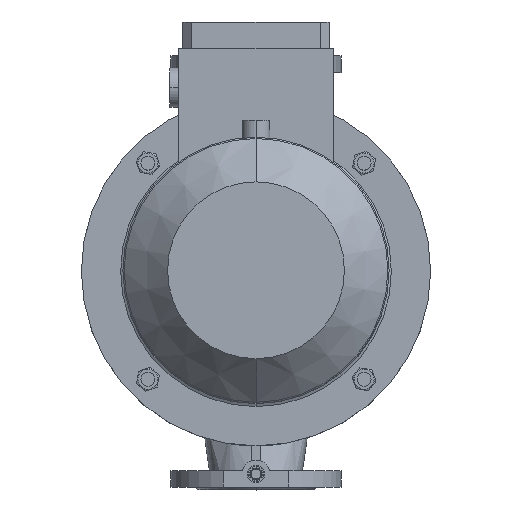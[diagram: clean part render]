
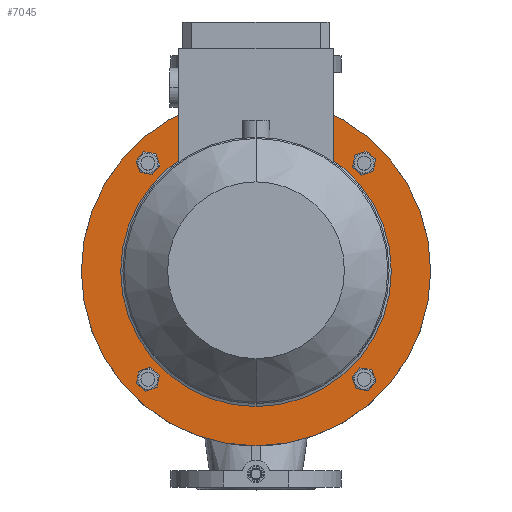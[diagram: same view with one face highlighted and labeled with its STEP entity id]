
A CAD part, top view. The second image highlights one B-rep face of the part: STEP entity #7045.
In plain terms, the highlighted planar face has unit normal (0, 0, 1).
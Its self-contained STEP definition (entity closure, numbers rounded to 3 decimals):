
#340 = CARTESIAN_POINT ( 'NONE',  ( 0., 0., 236. ) ) ;
#341 = DIRECTION ( 'NONE',  ( 0., -1., 0. ) ) ;
#406 = DIRECTION ( 'NONE',  ( 0., -1., 0. ) ) ;
#621 = VERTEX_POINT ( 'NONE', #21038 ) ;
#1193 = DIRECTION ( 'NONE',  ( 0., 0., -1. ) ) ;
#1265 = CIRCLE ( 'NONE', #5722, 11.4 ) ;
#1314 = CIRCLE ( 'NONE', #27577, 200. ) ;
#1556 = VERTEX_POINT ( 'NONE', #27511 ) ;
#2063 = FACE_OUTER_BOUND ( 'NONE', #16638, .T. ) ;
#2785 = DIRECTION ( 'NONE',  ( 0., 1., 0. ) ) ;
#2895 = DIRECTION ( 'NONE',  ( 0., 0., -1. ) ) ;
#2937 = EDGE_LOOP ( 'NONE', ( #13852, #17814 ) ) ;
#3094 = AXIS2_PLACEMENT_3D ( 'NONE', #8059, #27495, #2785 ) ;
#3259 = CARTESIAN_POINT ( 'NONE',  ( -123.744, 123.744, 236. ) ) ;
#3312 = ORIENTED_EDGE ( 'NONE', *, *, #28900, .F. ) ;
#4796 = EDGE_CURVE ( 'NONE', #32493, #6009, #12405, .T. ) ;
#4950 = VERTEX_POINT ( 'NONE', #25208 ) ;
#4980 = AXIS2_PLACEMENT_3D ( 'NONE', #17447, #25963, #17559 ) ;
#5161 = CARTESIAN_POINT ( 'NONE',  ( 121.764, 112.517, 236. ) ) ;
#5474 = DIRECTION ( 'NONE',  ( 0., 0., 1. ) ) ;
#5722 = AXIS2_PLACEMENT_3D ( 'NONE', #33168, #10713, #32791 ) ;
#5776 = CIRCLE ( 'NONE', #19332, 200. ) ;
#5909 = DIRECTION ( 'NONE',  ( 0., 0., 1. ) ) ;
#6009 = VERTEX_POINT ( 'NONE', #22834 ) ;
#6159 = EDGE_CURVE ( 'NONE', #9820, #4950, #22694, .T. ) ;
#6246 = CARTESIAN_POINT ( 'NONE',  ( 0., -155., 236. ) ) ;
#6592 = ORIENTED_EDGE ( 'NONE', *, *, #17991, .T. ) ;
#6797 = CARTESIAN_POINT ( 'NONE',  ( 0., 0., 236. ) ) ;
#7045 = ADVANCED_FACE ( 'NONE', ( #26081, #18770, #11494, #15325, #28226, #2063 ), #24813, .T. ) ;
#7147 = AXIS2_PLACEMENT_3D ( 'NONE', #340, #1193, #30440 ) ;
#7331 = ORIENTED_EDGE ( 'NONE', *, *, #6159, .F. ) ;
#7827 = CIRCLE ( 'NONE', #34834, 11.4 ) ;
#8050 = CARTESIAN_POINT ( 'NONE',  ( 112.517, -121.764, 236. ) ) ;
#8059 = CARTESIAN_POINT ( 'NONE',  ( 0., 0., 236. ) ) ;
#8281 = CARTESIAN_POINT ( 'NONE',  ( 0., 0., 236. ) ) ;
#9415 = CIRCLE ( 'NONE', #35074, 11.4 ) ;
#9445 = DIRECTION ( 'NONE',  ( 0., 0., -1. ) ) ;
#9560 = ORIENTED_EDGE ( 'NONE', *, *, #19259, .F. ) ;
#9697 = EDGE_CURVE ( 'NONE', #6009, #32493, #22030, .T. ) ;
#9780 = VERTEX_POINT ( 'NONE', #19511 ) ;
#9820 = VERTEX_POINT ( 'NONE', #8050 ) ;
#10170 = EDGE_CURVE ( 'NONE', #23515, #9780, #35303, .T. ) ;
#10376 = ORIENTED_EDGE ( 'NONE', *, *, #4796, .T. ) ;
#10713 = DIRECTION ( 'NONE',  ( 0., 0., -1. ) ) ;
#10985 = ORIENTED_EDGE ( 'NONE', *, *, #34559, .F. ) ;
#11376 = EDGE_LOOP ( 'NONE', ( #7331, #3312 ) ) ;
#11384 = DIRECTION ( 'NONE',  ( 0., 0., 1. ) ) ;
#11494 = FACE_BOUND ( 'NONE', #11376, .T. ) ;
#12341 = CARTESIAN_POINT ( 'NONE',  ( -123.744, 123.744, 236. ) ) ;
#12405 = CIRCLE ( 'NONE', #3094, 155. ) ;
#12604 = AXIS2_PLACEMENT_3D ( 'NONE', #35571, #5474, #341 ) ;
#13246 = CIRCLE ( 'NONE', #29444, 11.4 ) ;
#13500 = DIRECTION ( 'NONE',  ( 0., -1., 0. ) ) ;
#13852 = ORIENTED_EDGE ( 'NONE', *, *, #17429, .T. ) ;
#14008 = DIRECTION ( 'NONE',  ( 0., -1., 0. ) ) ;
#14229 = ORIENTED_EDGE ( 'NONE', *, *, #28315, .F. ) ;
#14318 = EDGE_LOOP ( 'NONE', ( #20664, #10985 ) ) ;
#15285 = VERTEX_POINT ( 'NONE', #32725 ) ;
#15325 = FACE_BOUND ( 'NONE', #14318, .T. ) ;
#15832 = AXIS2_PLACEMENT_3D ( 'NONE', #3259, #33484, #17044 ) ;
#16343 = VERTEX_POINT ( 'NONE', #19789 ) ;
#16638 = EDGE_LOOP ( 'NONE', ( #9560, #14229 ) ) ;
#17044 = DIRECTION ( 'NONE',  ( 0., -1., 0. ) ) ;
#17429 = EDGE_CURVE ( 'NONE', #33614, #15285, #1265, .T. ) ;
#17447 = CARTESIAN_POINT ( 'NONE',  ( 123.744, -123.744, 236. ) ) ;
#17559 = DIRECTION ( 'NONE',  ( 0., -1., 0. ) ) ;
#17814 = ORIENTED_EDGE ( 'NONE', *, *, #18773, .T. ) ;
#17991 = EDGE_CURVE ( 'NONE', #9780, #23515, #13246, .T. ) ;
#18297 = EDGE_LOOP ( 'NONE', ( #24974, #10376 ) ) ;
#18770 = FACE_BOUND ( 'NONE', #24265, .T. ) ;
#18773 = EDGE_CURVE ( 'NONE', #15285, #33614, #26540, .T. ) ;
#18849 = CIRCLE ( 'NONE', #12604, 11.4 ) ;
#18966 = ORIENTED_EDGE ( 'NONE', *, *, #10170, .T. ) ;
#19147 = DIRECTION ( 'NONE',  ( 0., 0., 1. ) ) ;
#19228 = DIRECTION ( 'NONE',  ( 0., -1., 0. ) ) ;
#19259 = EDGE_CURVE ( 'NONE', #16343, #1556, #5776, .T. ) ;
#19332 = AXIS2_PLACEMENT_3D ( 'NONE', #8281, #2895, #22067 ) ;
#19511 = CARTESIAN_POINT ( 'NONE',  ( -134.97, 125.723, 236. ) ) ;
#19652 = CARTESIAN_POINT ( 'NONE',  ( 0., 200., 236. ) ) ;
#19789 = CARTESIAN_POINT ( 'NONE',  ( 0., 200., 236. ) ) ;
#20606 = CARTESIAN_POINT ( 'NONE',  ( -121.764, -112.517, 236. ) ) ;
#20664 = ORIENTED_EDGE ( 'NONE', *, *, #25625, .F. ) ;
#20837 = CARTESIAN_POINT ( 'NONE',  ( -112.517, 121.764, 236. ) ) ;
#21038 = CARTESIAN_POINT ( 'NONE',  ( 125.723, 134.97, 236. ) ) ;
#22030 = CIRCLE ( 'NONE', #7147, 155. ) ;
#22067 = DIRECTION ( 'NONE',  ( 0., 1., 0. ) ) ;
#22694 = CIRCLE ( 'NONE', #4980, 11.4 ) ;
#22834 = CARTESIAN_POINT ( 'NONE',  ( 0., 155., 236. ) ) ;
#23515 = VERTEX_POINT ( 'NONE', #20837 ) ;
#24265 = EDGE_LOOP ( 'NONE', ( #18966, #6592 ) ) ;
#24625 = DIRECTION ( 'NONE',  ( 0., 0., -1. ) ) ;
#24813 = PLANE ( 'NONE',  #30046 ) ;
#24974 = ORIENTED_EDGE ( 'NONE', *, *, #9697, .T. ) ;
#25208 = CARTESIAN_POINT ( 'NONE',  ( 134.97, -125.723, 236. ) ) ;
#25625 = EDGE_CURVE ( 'NONE', #32310, #621, #9415, .T. ) ;
#25963 = DIRECTION ( 'NONE',  ( 0., 0., 1. ) ) ;
#25987 = DIRECTION ( 'NONE',  ( 0., 1., 0. ) ) ;
#26081 = FACE_BOUND ( 'NONE', #2937, .T. ) ;
#26540 = CIRCLE ( 'NONE', #32429, 11.4 ) ;
#27495 = DIRECTION ( 'NONE',  ( 0., 0., -1. ) ) ;
#27511 = CARTESIAN_POINT ( 'NONE',  ( 0., -200., 236. ) ) ;
#27577 = AXIS2_PLACEMENT_3D ( 'NONE', #6797, #28535, #25987 ) ;
#27968 = CARTESIAN_POINT ( 'NONE',  ( 123.744, 123.744, 236. ) ) ;
#28226 = FACE_BOUND ( 'NONE', #18297, .T. ) ;
#28315 = EDGE_CURVE ( 'NONE', #1556, #16343, #1314, .T. ) ;
#28535 = DIRECTION ( 'NONE',  ( 0., 0., -1. ) ) ;
#28900 = EDGE_CURVE ( 'NONE', #4950, #9820, #18849, .T. ) ;
#29444 = AXIS2_PLACEMENT_3D ( 'NONE', #12341, #9445, #34394 ) ;
#30046 = AXIS2_PLACEMENT_3D ( 'NONE', #19652, #11384, #14008 ) ;
#30437 = CARTESIAN_POINT ( 'NONE',  ( 123.744, 123.744, 236. ) ) ;
#30440 = DIRECTION ( 'NONE',  ( 0., 1., 0. ) ) ;
#32310 = VERTEX_POINT ( 'NONE', #5161 ) ;
#32429 = AXIS2_PLACEMENT_3D ( 'NONE', #35413, #24625, #19228 ) ;
#32493 = VERTEX_POINT ( 'NONE', #6246 ) ;
#32725 = CARTESIAN_POINT ( 'NONE',  ( -125.723, -134.97, 236. ) ) ;
#32791 = DIRECTION ( 'NONE',  ( 0., -1., 0. ) ) ;
#33168 = CARTESIAN_POINT ( 'NONE',  ( -123.744, -123.744, 236. ) ) ;
#33484 = DIRECTION ( 'NONE',  ( 0., 0., -1. ) ) ;
#33614 = VERTEX_POINT ( 'NONE', #20606 ) ;
#34394 = DIRECTION ( 'NONE',  ( 0., -1., 0. ) ) ;
#34559 = EDGE_CURVE ( 'NONE', #621, #32310, #7827, .T. ) ;
#34834 = AXIS2_PLACEMENT_3D ( 'NONE', #27968, #5909, #406 ) ;
#35074 = AXIS2_PLACEMENT_3D ( 'NONE', #30437, #19147, #13500 ) ;
#35303 = CIRCLE ( 'NONE', #15832, 11.4 ) ;
#35413 = CARTESIAN_POINT ( 'NONE',  ( -123.744, -123.744, 236. ) ) ;
#35571 = CARTESIAN_POINT ( 'NONE',  ( 123.744, -123.744, 236. ) ) ;
